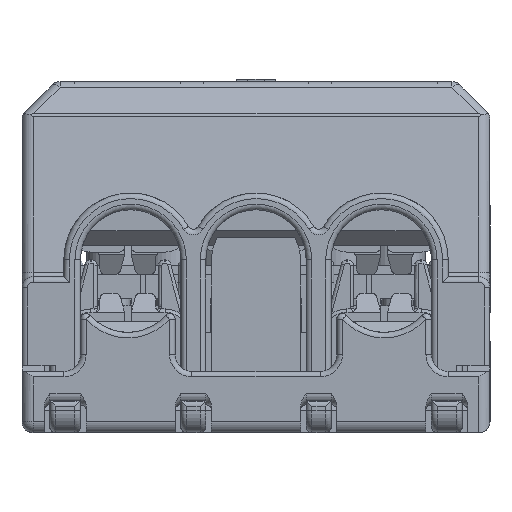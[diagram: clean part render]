
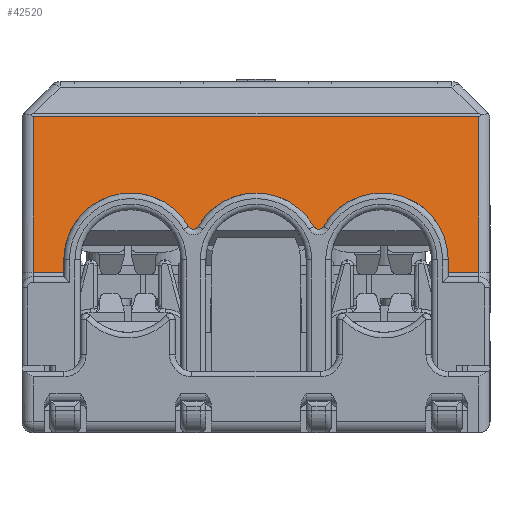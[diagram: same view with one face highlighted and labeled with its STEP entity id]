
A CAD part, left-side view. The second image highlights one B-rep face of the part: STEP entity #42520.
In plain terms, the highlighted planar face has unit normal (-0.985, 0, 0.174).
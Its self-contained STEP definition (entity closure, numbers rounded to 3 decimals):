
#36710=CARTESIAN_POINT('',(7.054,41.,28.326));
#36720=VERTEX_POINT('',#36710);
#37060=CARTESIAN_POINT('',(7.054,1.,
28.326));
#37070=VERTEX_POINT('',#37060);
#37100=CARTESIAN_POINT('',(7.054,42.,28.326));
#37110=DIRECTION('',(0.,1.,0.));
#37120=VECTOR('',#37110,1.);
#37130=LINE('',#37100,#37120);
#37140=EDGE_CURVE('',#37070,#36720,#37130,.T.);
#37310=CARTESIAN_POINT('',(4.601,1.,
14.413));
#37320=VERTEX_POINT('',#37310);
#37350=CARTESIAN_POINT('',(-4.107,1.,
-34.967));
#37360=DIRECTION('',(0.174,0.,
0.985));
#37370=VECTOR('',#37360,1.);
#37380=LINE('',#37350,#37370);
#37390=EDGE_CURVE('',#37320,#37070,#37380,.T.);
#41640=CARTESIAN_POINT('',(4.601,42.,14.413));
#41650=DIRECTION('',(-0.985,0.,
0.174));
#41660=DIRECTION('',(0.174,0.,
0.985));
#41670=AXIS2_PLACEMENT_3D('',#41640,#41650,#41660);
#41680=PLANE('',#41670);
#41690=ORIENTED_EDGE('',*,*,#37140,.T.);
#41700=ORIENTED_EDGE('',*,*,#37390,.T.);
#41710=CARTESIAN_POINT('',(4.601,42.,14.413))
;
#41720=DIRECTION('',(0.,-1.,0.));
#41730=VECTOR('',#41720,1.);
#41740=LINE('',#41710,#41730);
#41750=CARTESIAN_POINT('',(4.601,3.75,
14.413));
#41760=VERTEX_POINT('',#41750);
#41770=EDGE_CURVE('',#41760,#37320,#41740,.T.);
#41780=ORIENTED_EDGE('',*,*,#41770,.T.);
#41790=CARTESIAN_POINT('',(-4.137,3.75,
-35.14));
#41800=DIRECTION('',(-0.174,0.,
-0.985));
#41810=VECTOR('',#41800,1.);
#41820=LINE('',#41790,#41810);
#41830=CARTESIAN_POINT('',(4.792,3.75,
15.5));
#41840=VERTEX_POINT('',#41830);
#41850=EDGE_CURVE('',#41840,#41760,#41820,.T.);
#41860=ORIENTED_EDGE('',*,*,#41850,.T.);
#41870=CARTESIAN_POINT('',(4.792,9.75,
15.5));
#41880=DIRECTION('',(-0.985,0.,
0.174));
#41890=DIRECTION('',(0.174,0.,
0.985));
#41900=AXIS2_PLACEMENT_3D('',#41870,#41880,#41890);
#41910=ELLIPSE('',#41900,6.093,6.);
#41920=CARTESIAN_POINT('',(5.322,14.942,
18.507));
#41930=VERTEX_POINT('',#41920);
#41940=EDGE_CURVE('',#41840,#41930,#41910,.T.);
#41950=ORIENTED_EDGE('',*,*,#41940,.F.);
#41960=CARTESIAN_POINT('',(5.367,15.375,
18.757));
#41970=DIRECTION('',(-0.985,0.,
0.174));
#41980=DIRECTION('',(0.174,0.,
0.985));
#41990=AXIS2_PLACEMENT_3D('',#41960,#41970,#41980);
#42000=ELLIPSE('',#41990,0.508,0.5);
#42010=CARTESIAN_POINT('',(5.322,15.808,
18.507));
#42020=VERTEX_POINT('',#42010);
#42030=EDGE_CURVE('',#42020,#41930,#42000,.T.);
#42040=ORIENTED_EDGE('',*,*,#42030,.T.);
#42050=CARTESIAN_POINT('',(4.792,21.,
15.5));
#42060=DIRECTION('',(-0.985,0.,
0.174));
#42070=DIRECTION('',(0.174,0.,
0.985));
#42080=AXIS2_PLACEMENT_3D('',#42050,#42060,#42070);
#42090=ELLIPSE('',#42080,6.093,6.);
#42100=CARTESIAN_POINT('',(5.322,26.192,
18.507));
#42110=VERTEX_POINT('',#42100);
#42120=EDGE_CURVE('',#42020,#42110,#42090,.T.);
#42130=ORIENTED_EDGE('',*,*,#42120,.F.);
#42140=CARTESIAN_POINT('',(5.367,26.625,
18.757));
#42150=DIRECTION('',(-0.985,0.,
0.174));
#42160=DIRECTION('',(0.174,0.,
0.985));
#42170=AXIS2_PLACEMENT_3D('',#42140,#42150,#42160);
#42180=ELLIPSE('',#42170,0.508,0.5);
#42190=CARTESIAN_POINT('',(5.322,27.058,
18.507));
#42200=VERTEX_POINT('',#42190);
#42210=EDGE_CURVE('',#42200,#42110,#42180,.T.);
#42220=ORIENTED_EDGE('',*,*,#42210,.T.);
#42230=CARTESIAN_POINT('',(4.792,32.25,15.5));
#42240=DIRECTION('',(-0.985,0.,
0.174));
#42250=DIRECTION('',(0.174,0.,
0.985));
#42260=AXIS2_PLACEMENT_3D('',#42230,#42240,#42250);
#42270=ELLIPSE('',#42260,6.093,6.);
#42280=CARTESIAN_POINT('',(4.792,38.25,
15.5));
#42290=VERTEX_POINT('',#42280);
#42300=EDGE_CURVE('',#42200,#42290,#42270,.T.);
#42310=ORIENTED_EDGE('',*,*,#42300,.F.);
#42320=CARTESIAN_POINT('',(-4.137,38.25,
-35.14));
#42330=DIRECTION('',(0.174,0.,
0.985));
#42340=VECTOR('',#42330,1.);
#42350=LINE('',#42320,#42340);
#42360=CARTESIAN_POINT('',(4.601,38.25,
14.413));
#42370=VERTEX_POINT('',#42360);
#42380=EDGE_CURVE('',#42370,#42290,#42350,.T.);
#42390=ORIENTED_EDGE('',*,*,#42380,.T.);
#42400=CARTESIAN_POINT('',(4.601,41.,14.413));
#42410=VERTEX_POINT('',#42400);
#42420=EDGE_CURVE('',#42410,#42370,#41740,.T.);
#42430=ORIENTED_EDGE('',*,*,#42420,.T.);
#42440=CARTESIAN_POINT('',(-4.107,41.,-34.967));
#42450=DIRECTION('',(0.174,0.,
0.985));
#42460=VECTOR('',#42450,1.);
#42470=LINE('',#42440,#42460);
#42480=EDGE_CURVE('',#42410,#36720,#42470,.T.);
#42490=ORIENTED_EDGE('',*,*,#42480,.F.);
#42500=EDGE_LOOP('',(#42490,#42430,#42390,#42310,#42220,#42130,#42040,
#41950,#41860,#41780,#41700,#41690));
#42510=FACE_OUTER_BOUND('',#42500,.T.);
#42520=ADVANCED_FACE('',(#42510),#41680,.T.);
